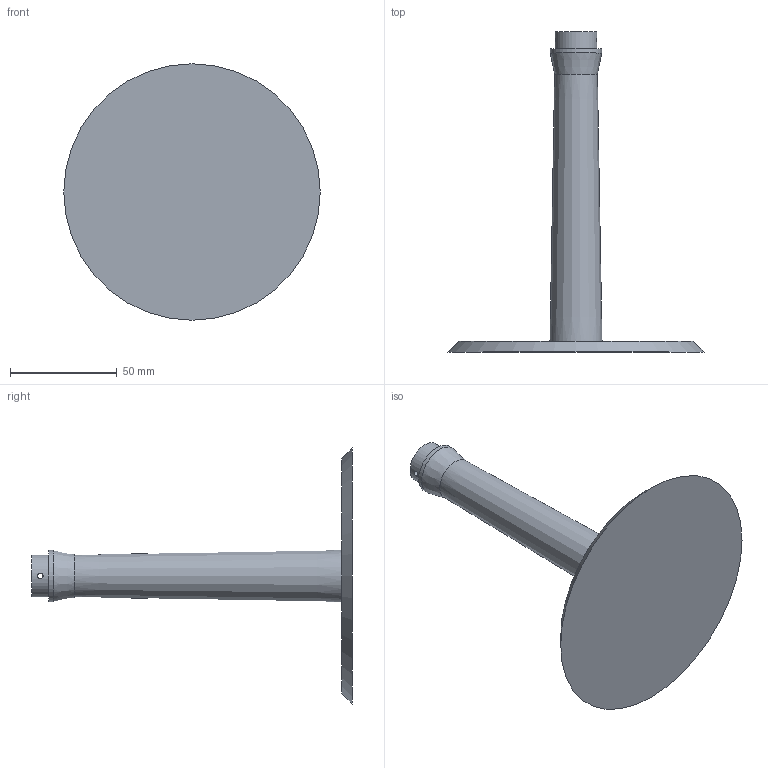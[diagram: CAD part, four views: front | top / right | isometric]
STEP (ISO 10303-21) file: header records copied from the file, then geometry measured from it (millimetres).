
FILE_DESCRIPTION(/* description */ (''),/* implementation_level */ '2;1');
FILE_NAME(/* name */ 'Landingleg.step',/* time_stamp */ '2021-03-23T14:28:14-04:00',/* author */ (''),/* organization */ (''),/* preprocessor_version */ 'ST-DEVELOPER v18.1',/* originating_system */ 'Autodesk Translation Framework v9.10.0.1330',/* authorisation */ '');
FILE_SCHEMA (('AUTOMOTIVE_DESIGN { 1 0 10303 214 3 1 1 }'));
Length unit declared in the file: millimetre
Products named in the file (1): Landingleg
Bounding box: 120 x 150 x 120 mm (x, y, z)
Volume: 107431 mm3; surface area: 33559.7 mm2
Topology: 1 solids, 1 shells, 10 faces, 19 edges, 12 vertices
Faces by surface type: plane 4, cone 3, cylinder 3
Full cylindrical faces by diameter (mm): 2.6 x1, 19.5 x1, 24 x1
Entity records: 359 total; most frequent: CARTESIAN_POINT 110, DIRECTION 45, ORIENTED_EDGE 38, EDGE_CURVE 19, AXIS2_PLACEMENT_3D 19, EDGE_LOOP 13, VERTEX_POINT 12, FACE_OUTER_BOUND 10
